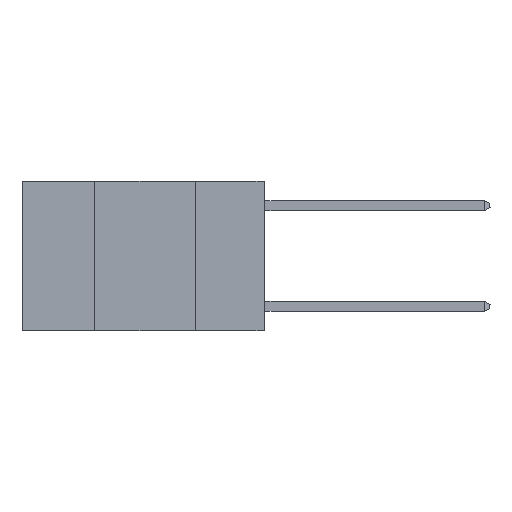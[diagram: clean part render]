
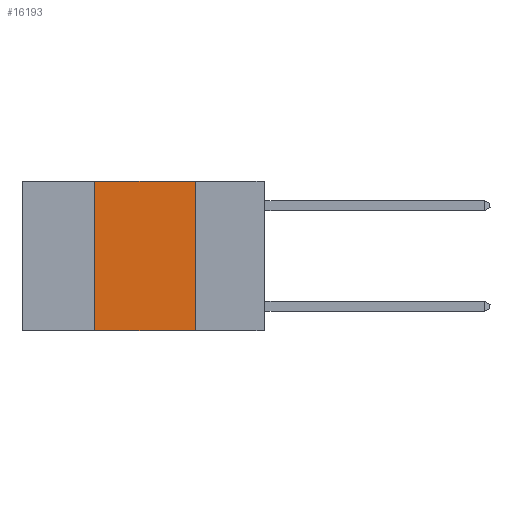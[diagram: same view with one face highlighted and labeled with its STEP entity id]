
A CAD part, left-side view. The second image highlights one B-rep face of the part: STEP entity #16193.
In plain terms, the highlighted planar face has unit normal (-1, 0, 0).
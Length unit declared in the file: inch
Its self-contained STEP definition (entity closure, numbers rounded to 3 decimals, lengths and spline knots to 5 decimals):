
#846 = DIRECTION ( 'NONE',  ( 0., 0., -1. ) ) ;
#2186 = PLANE ( 'NONE',  #25218 ) ;
#5743 = VECTOR ( 'NONE', #22040, 39.37008 ) ;
#5857 = VECTOR ( 'NONE', #24432, 39.37008 ) ;
#6467 = FACE_OUTER_BOUND ( 'NONE', #14090, .T. ) ;
#6599 = DIRECTION ( 'NONE',  ( 0., 0., -1. ) ) ;
#7414 = LINE ( 'NONE', #26424, #5857 ) ;
#7922 = DIRECTION ( 'NONE',  ( 0., -1., 0. ) ) ;
#11408 = LINE ( 'NONE', #13398, #5743 ) ;
#11462 = EDGE_CURVE ( 'NONE', #18204, #11520, #24833, .T. ) ;
#11520 = VERTEX_POINT ( 'NONE', #13764 ) ;
#11842 = VECTOR ( 'NONE', #846, 39.37008 ) ;
#12161 = ORIENTED_EDGE ( 'NONE', *, *, #25798, .T. ) ;
#12799 = VERTEX_POINT ( 'NONE', #22534 ) ;
#13398 = CARTESIAN_POINT ( 'NONE',  ( 0., 0.6, 0. ) ) ;
#13764 = CARTESIAN_POINT ( 'NONE',  ( 0., 0.17, -0.37 ) ) ;
#14090 = EDGE_LOOP ( 'NONE', ( #21397, #22578, #16221, #12161 ) ) ;
#15764 = VERTEX_POINT ( 'NONE', #17160 ) ;
#16193 = ADVANCED_FACE ( 'NONE', ( #6467 ), #2186, .F. ) ;
#16221 = ORIENTED_EDGE ( 'NONE', *, *, #24276, .F. ) ;
#16286 = CARTESIAN_POINT ( 'NONE',  ( 0., 0.17, 0. ) ) ;
#17160 = CARTESIAN_POINT ( 'NONE',  ( 0., 0.42, 0. ) ) ;
#17715 = VECTOR ( 'NONE', #7922, 39.37008 ) ;
#18204 = VERTEX_POINT ( 'NONE', #16286 ) ;
#18707 = CARTESIAN_POINT ( 'NONE',  ( 0., 0.6, -0.37 ) ) ;
#19646 = DIRECTION ( 'NONE',  ( 1., 0., 0. ) ) ;
#20705 = CARTESIAN_POINT ( 'NONE',  ( 0., 0.17, 0. ) ) ;
#21397 = ORIENTED_EDGE ( 'NONE', *, *, #11462, .F. ) ;
#22040 = DIRECTION ( 'NONE',  ( 0., -1., 0. ) ) ;
#22356 = EDGE_CURVE ( 'NONE', #15764, #18204, #11408, .T. ) ;
#22534 = CARTESIAN_POINT ( 'NONE',  ( 0., 0.42, -0.37 ) ) ;
#22578 = ORIENTED_EDGE ( 'NONE', *, *, #22356, .F. ) ;
#22819 = LINE ( 'NONE', #18707, #17715 ) ;
#24276 = EDGE_CURVE ( 'NONE', #12799, #15764, #7414, .T. ) ;
#24432 = DIRECTION ( 'NONE',  ( 0., 0., 1. ) ) ;
#24833 = LINE ( 'NONE', #20705, #11842 ) ;
#25218 = AXIS2_PLACEMENT_3D ( 'NONE', #26450, #19646, #6599 ) ;
#25798 = EDGE_CURVE ( 'NONE', #12799, #11520, #22819, .T. ) ;
#26424 = CARTESIAN_POINT ( 'NONE',  ( 0., 0.42, 0. ) ) ;
#26450 = CARTESIAN_POINT ( 'NONE',  ( 0., 0.6, 0. ) ) ;
